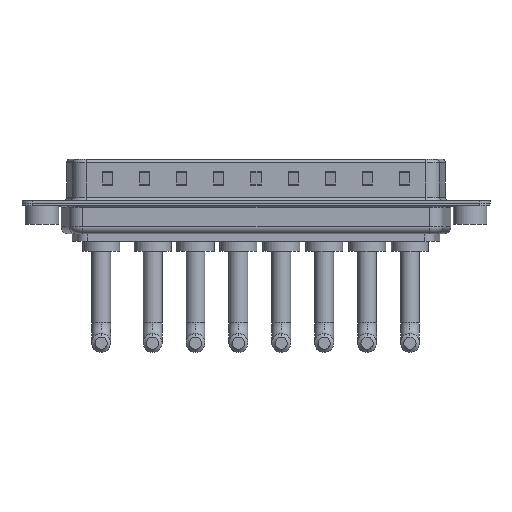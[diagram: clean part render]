
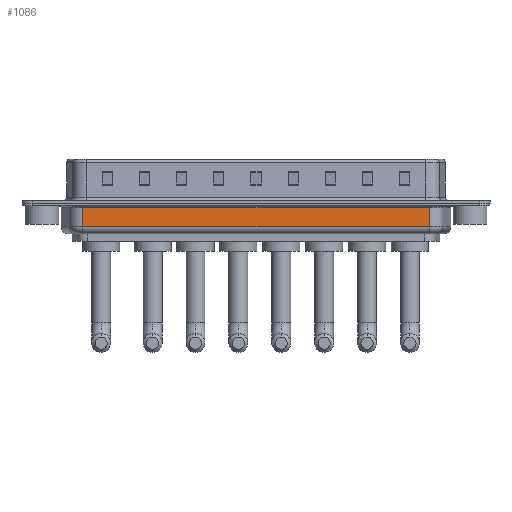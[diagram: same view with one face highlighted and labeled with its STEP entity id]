
A CAD part, front view. The second image highlights one B-rep face of the part: STEP entity #1086.
In plain terms, the highlighted planar face has unit normal (0, -1, 0).
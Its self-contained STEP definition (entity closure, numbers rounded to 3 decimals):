
#338 = VERTEX_POINT ( 'NONE', #5649 ) ;
#535 = CARTESIAN_POINT ( 'NONE',  ( 6.031, -5.35, -4.5 ) ) ;
#617 = LINE ( 'NONE', #5550, #4403 ) ;
#1071 = ORIENTED_EDGE ( 'NONE', *, *, #3910, .T. ) ;
#1086 = ADVANCED_FACE ( 'NONE', ( #5361 ), #2773, .F. ) ;
#1754 = LINE ( 'NONE', #535, #15678 ) ;
#2773 = PLANE ( 'NONE',  #9475 ) ;
#2779 = EDGE_CURVE ( 'NONE', #3598, #338, #4202, .T. ) ;
#2980 = CARTESIAN_POINT ( 'NONE',  ( 6.031, -5.35, -3.5 ) ) ;
#3463 = ORIENTED_EDGE ( 'NONE', *, *, #5841, .T. ) ;
#3598 = VERTEX_POINT ( 'NONE', #8043 ) ;
#3910 = EDGE_CURVE ( 'NONE', #15724, #3598, #617, .T. ) ;
#4075 = DIRECTION ( 'NONE',  ( 0., 1., 0. ) ) ;
#4202 = LINE ( 'NONE', #9021, #8489 ) ;
#4288 = VECTOR ( 'NONE', #4812, 1000. ) ;
#4403 = VECTOR ( 'NONE', #7777, 1000. ) ;
#4812 = DIRECTION ( 'NONE',  ( 1., 0., 0. ) ) ;
#5361 = FACE_OUTER_BOUND ( 'NONE', #14777, .T. ) ;
#5550 = CARTESIAN_POINT ( 'NONE',  ( 57.469, -5.35, -4.5 ) ) ;
#5649 = CARTESIAN_POINT ( 'NONE',  ( 6.031, -5.35, -0.65 ) ) ;
#5841 = EDGE_CURVE ( 'NONE', #7100, #15724, #7246, .T. ) ;
#6026 = ORIENTED_EDGE ( 'NONE', *, *, #2779, .T. ) ;
#6604 = ORIENTED_EDGE ( 'NONE', *, *, #16065, .F. ) ;
#6700 = DIRECTION ( 'NONE',  ( -1., 0., 0. ) ) ;
#7014 = CARTESIAN_POINT ( 'NONE',  ( 6.031, -5.35, -3.5 ) ) ;
#7100 = VERTEX_POINT ( 'NONE', #2980 ) ;
#7246 = LINE ( 'NONE', #7014, #4288 ) ;
#7728 = DIRECTION ( 'NONE',  ( -1., 0., 0. ) ) ;
#7777 = DIRECTION ( 'NONE',  ( 0., 0., 1. ) ) ;
#8043 = CARTESIAN_POINT ( 'NONE',  ( 57.469, -5.35, -0.65 ) ) ;
#8489 = VECTOR ( 'NONE', #6700, 1000. ) ;
#9021 = CARTESIAN_POINT ( 'NONE',  ( 6.031, -5.35, -0.65 ) ) ;
#9475 = AXIS2_PLACEMENT_3D ( 'NONE', #14040, #4075, #7728 ) ;
#11542 = DIRECTION ( 'NONE',  ( 0., 0., 1. ) ) ;
#14038 = CARTESIAN_POINT ( 'NONE',  ( 57.469, -5.35, -3.5 ) ) ;
#14040 = CARTESIAN_POINT ( 'NONE',  ( 6.031, -5.35, -4.5 ) ) ;
#14777 = EDGE_LOOP ( 'NONE', ( #6604, #3463, #1071, #6026 ) ) ;
#15678 = VECTOR ( 'NONE', #11542, 1000. ) ;
#15724 = VERTEX_POINT ( 'NONE', #14038 ) ;
#16065 = EDGE_CURVE ( 'NONE', #7100, #338, #1754, .T. ) ;
